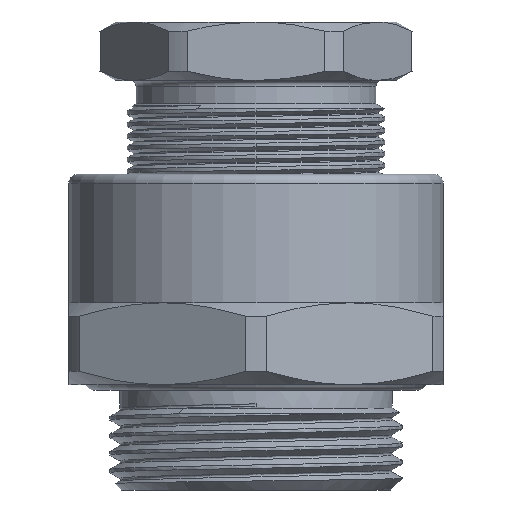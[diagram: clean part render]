
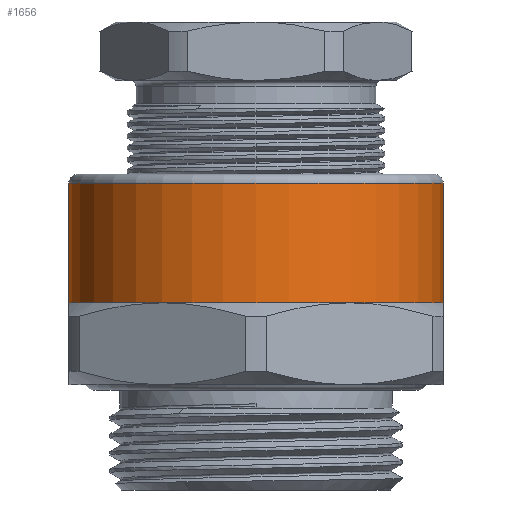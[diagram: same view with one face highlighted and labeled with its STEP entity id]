
A CAD part, front view. The second image highlights one B-rep face of the part: STEP entity #1656.
In plain terms, the highlighted cylindrical face has radius 16 mm (diameter 32 mm), a full revolution.
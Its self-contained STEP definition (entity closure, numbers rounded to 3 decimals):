
#829=CARTESIAN_POINT('',(-16.,0.,16.));
#830=VERTEX_POINT('',#829);
#919=CARTESIAN_POINT('',(-8.,-13.856,16.));
#920=VERTEX_POINT('',#919);
#1003=CARTESIAN_POINT('',(8.,-13.856,16.));
#1004=VERTEX_POINT('',#1003);
#1087=CARTESIAN_POINT('',(16.,0.,16.));
#1088=VERTEX_POINT('',#1087);
#1177=CARTESIAN_POINT('',(8.,13.856,16.));
#1178=VERTEX_POINT('',#1177);
#1261=CARTESIAN_POINT('',(-8.,13.856,16.));
#1262=VERTEX_POINT('',#1261);
#1343=CARTESIAN_POINT('',(0.,0.,16.));
#1344=DIRECTION('',(-0.,0.,-1.));
#1345=DIRECTION('',(-1.,0.,0.));
#1346=AXIS2_PLACEMENT_3D('',#1343,#1344,#1345);
#1347=CIRCLE('',#1346,16.);
#1348=EDGE_CURVE('',#1088,#1004,#1347,.T.);
#1367=CARTESIAN_POINT('',(0.,0.,16.));
#1368=DIRECTION('',(-0.,0.,-1.));
#1369=DIRECTION('',(-1.,0.,0.));
#1370=AXIS2_PLACEMENT_3D('',#1367,#1368,#1369);
#1371=CIRCLE('',#1370,16.);
#1372=EDGE_CURVE('',#1004,#920,#1371,.T.);
#1391=CARTESIAN_POINT('',(0.,0.,16.));
#1392=DIRECTION('',(-0.,0.,-1.));
#1393=DIRECTION('',(-1.,0.,0.));
#1394=AXIS2_PLACEMENT_3D('',#1391,#1392,#1393);
#1395=CIRCLE('',#1394,16.);
#1396=EDGE_CURVE('',#920,#830,#1395,.T.);
#1415=CARTESIAN_POINT('',(0.,0.,16.));
#1416=DIRECTION('',(-0.,0.,-1.));
#1417=DIRECTION('',(-1.,0.,0.));
#1418=AXIS2_PLACEMENT_3D('',#1415,#1416,#1417);
#1419=CIRCLE('',#1418,16.);
#1420=EDGE_CURVE('',#1178,#1088,#1419,.T.);
#1439=CARTESIAN_POINT('',(0.,0.,16.));
#1440=DIRECTION('',(-0.,0.,-1.));
#1441=DIRECTION('',(-1.,0.,0.));
#1442=AXIS2_PLACEMENT_3D('',#1439,#1440,#1441);
#1443=CIRCLE('',#1442,16.);
#1444=EDGE_CURVE('',#830,#1262,#1443,.T.);
#1463=CARTESIAN_POINT('',(0.,0.,16.));
#1464=DIRECTION('',(-0.,0.,-1.));
#1465=DIRECTION('',(-1.,0.,0.));
#1466=AXIS2_PLACEMENT_3D('',#1463,#1464,#1465);
#1467=CIRCLE('',#1466,16.);
#1468=EDGE_CURVE('',#1262,#1178,#1467,.T.);
#1618=CARTESIAN_POINT('',(0.,0.,0.));
#1619=DIRECTION('',(-0.,0.,-1.));
#1620=DIRECTION('',(-1.,0.,0.));
#1621=AXIS2_PLACEMENT_3D('',#1618,#1619,#1620);
#1622=CYLINDRICAL_SURFACE('',#1621,16.);
#1623=CARTESIAN_POINT('',(-16.,0.,26.2));
#1624=VERTEX_POINT('',#1623);
#1625=CARTESIAN_POINT('',(-16.,0.,16.));
#1626=DIRECTION('',(0.,-0.,1.));
#1627=VECTOR('',#1626,10.2);
#1628=LINE('',#1625,#1627);
#1629=EDGE_CURVE('',#830,#1624,#1628,.T.);
#1630=ORIENTED_EDGE('',*,*,#1629,.T.);
#1631=CARTESIAN_POINT('',(16.,-0.,26.2));
#1632=VERTEX_POINT('',#1631);
#1633=CARTESIAN_POINT('',(0.,0.,26.2));
#1634=DIRECTION('',(-0.,-0.,-1.));
#1635=DIRECTION('',(1.,0.,-0.));
#1636=AXIS2_PLACEMENT_3D('',#1633,#1634,#1635);
#1637=CIRCLE('',#1636,16.);
#1638=EDGE_CURVE('',#1624,#1632,#1637,.T.);
#1639=ORIENTED_EDGE('',*,*,#1638,.T.);
#1640=CARTESIAN_POINT('',(0.,0.,26.2));
#1641=DIRECTION('',(-0.,-0.,-1.));
#1642=DIRECTION('',(1.,0.,-0.));
#1643=AXIS2_PLACEMENT_3D('',#1640,#1641,#1642);
#1644=CIRCLE('',#1643,16.);
#1645=EDGE_CURVE('',#1632,#1624,#1644,.T.);
#1646=ORIENTED_EDGE('',*,*,#1645,.T.);
#1647=ORIENTED_EDGE('',*,*,#1629,.F.);
#1648=ORIENTED_EDGE('',*,*,#1396,.F.);
#1649=ORIENTED_EDGE('',*,*,#1372,.F.);
#1650=ORIENTED_EDGE('',*,*,#1348,.F.);
#1651=ORIENTED_EDGE('',*,*,#1420,.F.);
#1652=ORIENTED_EDGE('',*,*,#1468,.F.);
#1653=ORIENTED_EDGE('',*,*,#1444,.F.);
#1654=EDGE_LOOP('',(#1630,#1639,#1646,#1647,#1648,#1649,#1650,#1651,#1652,#1653));
#1655=FACE_BOUND('',#1654,.T.);
#1656=ADVANCED_FACE('',(#1655),#1622,.T.);
